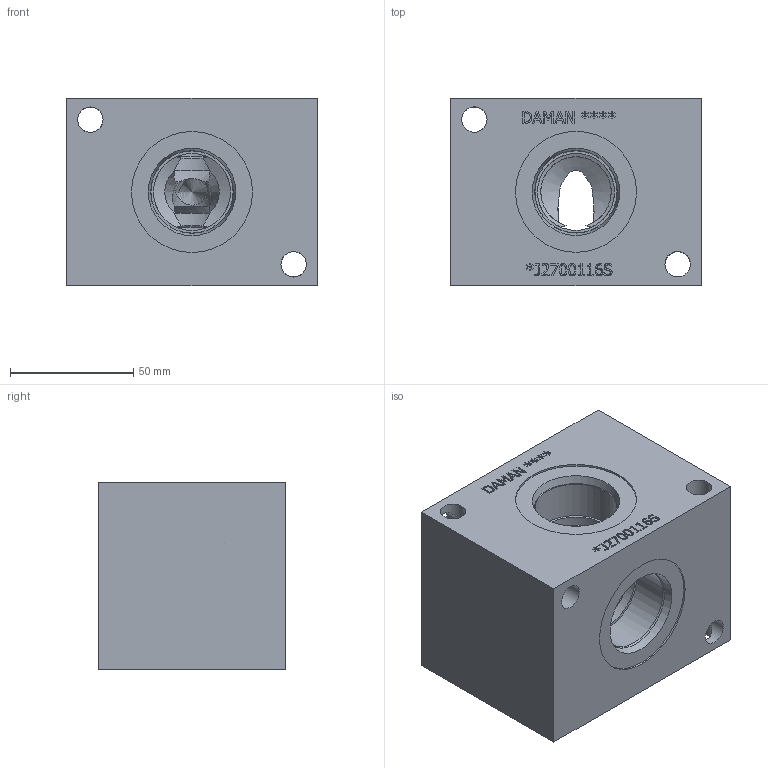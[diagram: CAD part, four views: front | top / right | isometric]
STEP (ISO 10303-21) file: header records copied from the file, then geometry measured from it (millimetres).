
FILE_DESCRIPTION(/* description */ (''),/* implementation_level */ '2;1');
FILE_NAME(/* name */ '_J2700116S.stp',/* time_stamp */ '2020-05-05T11:01:50-04:00',/* author */ ('devonn'),/* organization */ (''),/* preprocessor_version */ 'ST-DEVELOPER v17',/* originating_system */ 'Autodesk Inventor 2019',/* authorisation */ '');
FILE_SCHEMA (('AUTOMOTIVE_DESIGN { 1 0 10303 214 3 1 1 }'));
Length unit declared in the file: millimetre
Products named in the file (1): Part_DJ2700116S_3D
Bounding box: 101.6 x 76.2 x 76.2 mm (x, y, z)
Volume: 486145.5 mm3; surface area: 59257 mm2
Topology: 1 solids, 1 shells, 353 faces, 969 edges, 643 vertices
Faces by surface type: plane 224, bspline 85, cylinder 24, cone 20
Full cylindrical faces by diameter (mm): 10.312 x8, 31.267 x3, 33.34 x1, 33.35 x2, 33.757 x3, 35.509 x2, 49.124 x3
Entity records: 11982 total; most frequent: CARTESIAN_POINT 3181, ORIENTED_EDGE 1936, DIRECTION 1407, EDGE_CURVE 968, LINE 689, VECTOR 689, VERTEX_POINT 643, EDGE_LOOP 395
